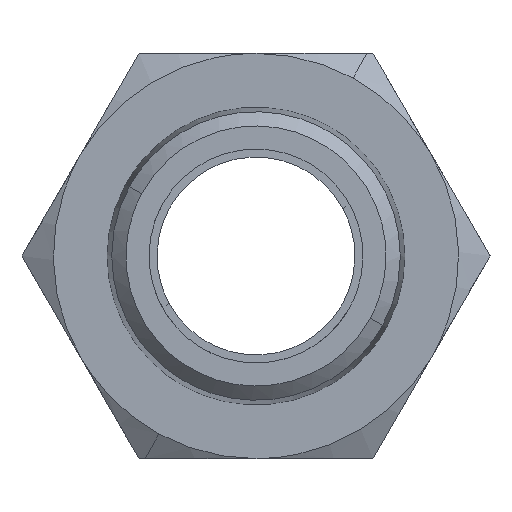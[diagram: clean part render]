
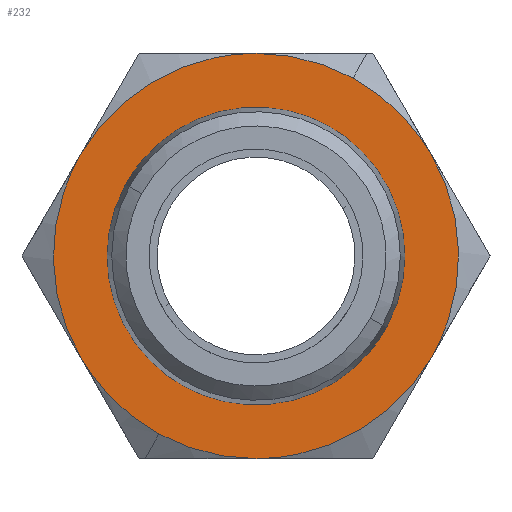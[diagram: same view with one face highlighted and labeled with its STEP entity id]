
A CAD part, front view. The second image highlights one B-rep face of the part: STEP entity #232.
In plain terms, the highlighted planar face has unit normal (0, -1, 0).
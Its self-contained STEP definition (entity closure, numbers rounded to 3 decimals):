
#18=FACE_BOUND('',#332,.T.);
#63=(
BOUNDED_CURVE()
B_SPLINE_CURVE(2,(#1848,#1849,#1850),.UNSPECIFIED.,.F.,.F.)
B_SPLINE_CURVE_WITH_KNOTS((3,3),(0.,18.85),.UNSPECIFIED.)
CURVE()
GEOMETRIC_REPRESENTATION_ITEM()
RATIONAL_B_SPLINE_CURVE((1.,0.866,1.))
REPRESENTATION_ITEM('')
);
#64=(
BOUNDED_CURVE()
B_SPLINE_CURVE(2,(#1851,#1852,#1853),.UNSPECIFIED.,.F.,.F.)
B_SPLINE_CURVE_WITH_KNOTS((3,3),(0.,18.85),.UNSPECIFIED.)
CURVE()
GEOMETRIC_REPRESENTATION_ITEM()
RATIONAL_B_SPLINE_CURVE((1.,0.866,1.))
REPRESENTATION_ITEM('')
);
#65=(
BOUNDED_CURVE()
B_SPLINE_CURVE(2,(#1854,#1855,#1856),.UNSPECIFIED.,.F.,.F.)
B_SPLINE_CURVE_WITH_KNOTS((3,3),(0.,9.85),.UNSPECIFIED.)
CURVE()
GEOMETRIC_REPRESENTATION_ITEM()
RATIONAL_B_SPLINE_CURVE((1.,0.963,1.))
REPRESENTATION_ITEM('')
);
#66=(
BOUNDED_CURVE()
B_SPLINE_CURVE(2,(#1857,#1858,#1859),.UNSPECIFIED.,.F.,.F.)
B_SPLINE_CURVE_WITH_KNOTS((3,3),(0.,9.),.UNSPECIFIED.)
CURVE()
GEOMETRIC_REPRESENTATION_ITEM()
RATIONAL_B_SPLINE_CURVE((1.,0.969,1.))
REPRESENTATION_ITEM('')
);
#67=(
BOUNDED_CURVE()
B_SPLINE_CURVE(2,(#1860,#1861,#1862),.UNSPECIFIED.,.F.,.F.)
B_SPLINE_CURVE_WITH_KNOTS((3,3),(0.,18.85),.UNSPECIFIED.)
CURVE()
GEOMETRIC_REPRESENTATION_ITEM()
RATIONAL_B_SPLINE_CURVE((1.,0.866,1.))
REPRESENTATION_ITEM('')
);
#68=(
BOUNDED_CURVE()
B_SPLINE_CURVE(2,(#1863,#1864,#1865),.UNSPECIFIED.,.F.,.F.)
B_SPLINE_CURVE_WITH_KNOTS((3,3),(0.,18.85),.UNSPECIFIED.)
CURVE()
GEOMETRIC_REPRESENTATION_ITEM()
RATIONAL_B_SPLINE_CURVE((1.,0.866,1.))
REPRESENTATION_ITEM('')
);
#69=(
BOUNDED_CURVE()
B_SPLINE_CURVE(2,(#1866,#1867,#1868),.UNSPECIFIED.,.F.,.F.)
B_SPLINE_CURVE_WITH_KNOTS((3,3),(0.,9.),.UNSPECIFIED.)
CURVE()
GEOMETRIC_REPRESENTATION_ITEM()
RATIONAL_B_SPLINE_CURVE((1.,0.969,1.))
REPRESENTATION_ITEM('')
);
#70=(
BOUNDED_CURVE()
B_SPLINE_CURVE(2,(#1869,#1870,#1871),.UNSPECIFIED.,.F.,.F.)
B_SPLINE_CURVE_WITH_KNOTS((3,3),(0.,9.85),.UNSPECIFIED.)
CURVE()
GEOMETRIC_REPRESENTATION_ITEM()
RATIONAL_B_SPLINE_CURVE((1.,0.963,1.))
REPRESENTATION_ITEM('')
);
#71=(
BOUNDED_CURVE()
B_SPLINE_CURVE(2,(#1872,#1873,#1874,#1875,#1876),.UNSPECIFIED.,.F.,.F.)
B_SPLINE_CURVE_WITH_KNOTS((3,2,3),(-41.533,-20.767,
0.),.UNSPECIFIED.)
CURVE()
GEOMETRIC_REPRESENTATION_ITEM()
RATIONAL_B_SPLINE_CURVE((1.,0.707,1.,0.707,1.))
REPRESENTATION_ITEM('')
);
#72=(
BOUNDED_CURVE()
B_SPLINE_CURVE(2,(#1877,#1878,#1879,#1880,#1881),.UNSPECIFIED.,.F.,.F.)
B_SPLINE_CURVE_WITH_KNOTS((3,2,3),(-41.533,-20.767,
0.),.UNSPECIFIED.)
CURVE()
GEOMETRIC_REPRESENTATION_ITEM()
RATIONAL_B_SPLINE_CURVE((1.,0.707,1.,0.707,1.))
REPRESENTATION_ITEM('')
);
#232=ADVANCED_FACE('',(#280,#18),#1054,.T.);
#280=FACE_OUTER_BOUND('',#331,.T.);
#331=EDGE_LOOP('',(#450,#451,#452,#453,#454,#455,#456,#457));
#332=EDGE_LOOP('',(#458,#459));
#450=ORIENTED_EDGE('',*,*,#664,.F.);
#451=ORIENTED_EDGE('',*,*,#663,.F.);
#452=ORIENTED_EDGE('',*,*,#662,.F.);
#453=ORIENTED_EDGE('',*,*,#660,.F.);
#454=ORIENTED_EDGE('',*,*,#661,.F.);
#455=ORIENTED_EDGE('',*,*,#659,.F.);
#456=ORIENTED_EDGE('',*,*,#658,.F.);
#457=ORIENTED_EDGE('',*,*,#665,.F.);
#458=ORIENTED_EDGE('',*,*,#666,.F.);
#459=ORIENTED_EDGE('',*,*,#667,.F.);
#658=EDGE_CURVE('',#955,#956,#63,.T.);
#659=EDGE_CURVE('',#956,#954,#64,.T.);
#660=EDGE_CURVE('',#957,#958,#65,.T.);
#661=EDGE_CURVE('',#954,#957,#66,.T.);
#662=EDGE_CURVE('',#958,#959,#67,.T.);
#663=EDGE_CURVE('',#959,#960,#68,.T.);
#664=EDGE_CURVE('',#960,#961,#69,.T.);
#665=EDGE_CURVE('',#961,#955,#70,.T.);
#666=EDGE_CURVE('',#962,#963,#71,.T.);
#667=EDGE_CURVE('',#963,#962,#72,.T.);
#954=VERTEX_POINT('',#1838);
#955=VERTEX_POINT('',#1839);
#956=VERTEX_POINT('',#1840);
#957=VERTEX_POINT('',#1841);
#958=VERTEX_POINT('',#1842);
#959=VERTEX_POINT('',#1843);
#960=VERTEX_POINT('',#1844);
#961=VERTEX_POINT('',#1845);
#962=VERTEX_POINT('',#1846);
#963=VERTEX_POINT('',#1847);
#1054=PLANE('',#1154);
#1154=AXIS2_PLACEMENT_3D('',#1837,#1170,$);
#1170=DIRECTION('',(0.,-1.,0.));
#1837=CARTESIAN_POINT('',(-25.002,17.,21.66));
#1838=CARTESIAN_POINT('',(0.,17.,-18.));
#1839=CARTESIAN_POINT('',(15.588,17.,9.));
#1840=CARTESIAN_POINT('',(15.588,17.,-9.));
#1841=CARTESIAN_POINT('',(-8.63,17.,-15.796));
#1842=CARTESIAN_POINT('',(-15.588,17.,-9.));
#1843=CARTESIAN_POINT('',(-15.588,17.,9.));
#1844=CARTESIAN_POINT('',(0.,17.,18.));
#1845=CARTESIAN_POINT('',(8.63,17.,15.796));
#1846=CARTESIAN_POINT('',(-11.602,17.,6.338));
#1847=CARTESIAN_POINT('',(11.602,17.,-6.338));
#1848=CARTESIAN_POINT('',(15.588,17.,9.));
#1849=CARTESIAN_POINT('',(20.785,17.,0.));
#1850=CARTESIAN_POINT('',(15.588,17.,-9.));
#1851=CARTESIAN_POINT('',(15.588,17.,-9.));
#1852=CARTESIAN_POINT('',(10.392,17.,-18.));
#1853=CARTESIAN_POINT('',(0.,17.,-18.));
#1854=CARTESIAN_POINT('',(-8.63,17.,-15.796));
#1855=CARTESIAN_POINT('',(-13.063,17.,-13.375));
#1856=CARTESIAN_POINT('',(-15.588,17.,-9.));
#1857=CARTESIAN_POINT('',(0.,17.,-18.));
#1858=CARTESIAN_POINT('',(-4.596,17.,-18.));
#1859=CARTESIAN_POINT('',(-8.63,17.,-15.796));
#1860=CARTESIAN_POINT('',(-15.588,17.,-9.));
#1861=CARTESIAN_POINT('',(-20.785,17.,0.));
#1862=CARTESIAN_POINT('',(-15.588,17.,9.));
#1863=CARTESIAN_POINT('',(-15.588,17.,9.));
#1864=CARTESIAN_POINT('',(-10.392,17.,18.));
#1865=CARTESIAN_POINT('',(0.,17.,18.));
#1866=CARTESIAN_POINT('',(0.,17.,18.));
#1867=CARTESIAN_POINT('',(4.596,17.,18.));
#1868=CARTESIAN_POINT('',(8.63,17.,15.796));
#1869=CARTESIAN_POINT('',(8.63,17.,15.796));
#1870=CARTESIAN_POINT('',(13.063,17.,13.375));
#1871=CARTESIAN_POINT('',(15.588,17.,9.));
#1872=CARTESIAN_POINT('',(-11.602,17.,6.338));
#1873=CARTESIAN_POINT('',(-17.94,17.,-5.264));
#1874=CARTESIAN_POINT('',(-6.338,17.,-11.602));
#1875=CARTESIAN_POINT('',(5.264,17.,-17.94));
#1876=CARTESIAN_POINT('',(11.602,17.,-6.338));
#1877=CARTESIAN_POINT('',(11.602,17.,-6.338));
#1878=CARTESIAN_POINT('',(17.94,17.,5.264));
#1879=CARTESIAN_POINT('',(6.338,17.,11.602));
#1880=CARTESIAN_POINT('',(-5.264,17.,17.94));
#1881=CARTESIAN_POINT('',(-11.602,17.,6.338));
